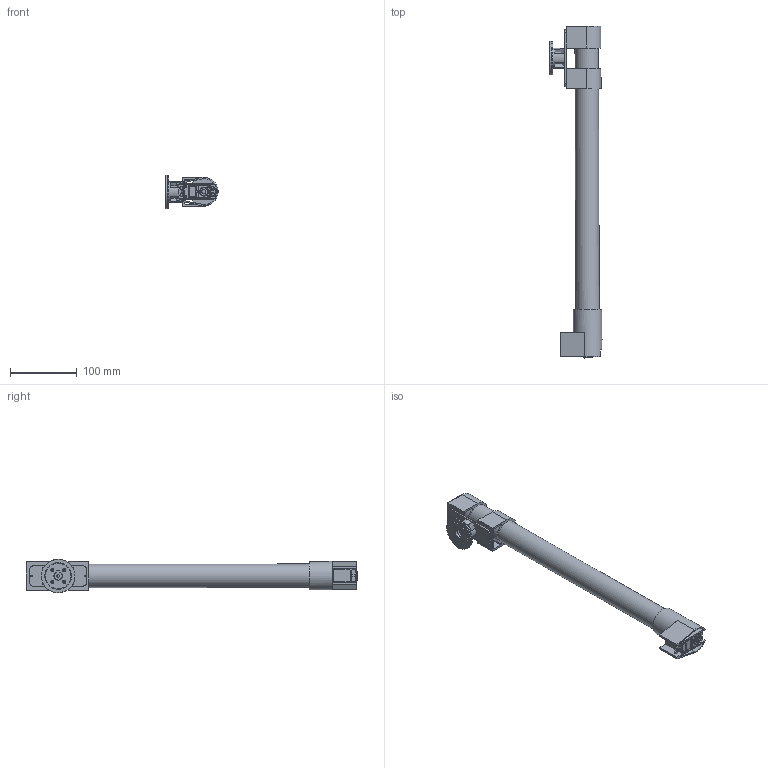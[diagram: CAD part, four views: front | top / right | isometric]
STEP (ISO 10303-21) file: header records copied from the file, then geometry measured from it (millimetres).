
FILE_DESCRIPTION(/* description */ ('Unknown'),/* implementation_level */ '2;1');
FILE_NAME(/* name */ 'Arm_4_forearm',/* time_stamp */ '2019-04-08T17:24:35+02:00',/* author */ ('Unknown'),/* organization */ ('Unknown'),/* preprocessor_version */ 'ST-DEVELOPER v16.7',/* originating_system */ 'DEX',/* authorisation */ $);
FILE_SCHEMA (('AUTOMOTIVE_DESIGN {1 0 10303 214 3 1 1}'));
Length unit declared in the file: millimetre
Products named in the file (9): Arm_4_forearm; OutputShaftCnctr; MagneticRingLock; M050C; FrontLowerArmSupport; RearLowerArmSupport; EE_attachment_1_2; Arm tube; S35-STD_Body
Assembly tree (8 placements, depth 2):
  Arm_4_forearm
    OutputShaftCnctr
    MagneticRingLock
    M050C
    FrontLowerArmSupport
    RearLowerArmSupport
    EE_attachment_1_2
    Arm tube
    S35-STD_Body
Bounding box: 79.07 x 495.99 x 50 mm (x, y, z)
Volume: 233164.8 mm3; surface area: 174551.3 mm2
Topology: 11 solids, 11 shells, 291 faces, 736 edges, 476 vertices
Faces by surface type: plane 183, cylinder 94, cone 9, sphere 4, torus 1
Full cylindrical faces by diameter (mm): 1.2 x3, 2 x4, 2.5 x20, 4 x1, 5 x2, 6.2 x1, 13.35 x1, 30 x1, 31 x1, 34 x2, 35 x2, 38 x1, 40 x1, 42.45 x1, 50 x2
Entity records: 8661 total; most frequent: DIRECTION 1481, CARTESIAN_POINT 1422, ORIENTED_EDGE 1330, EDGE_CURVE 665, AXIS2_PLACEMENT_3D 516, VERTEX_POINT 457, LINE 449, VECTOR 449
